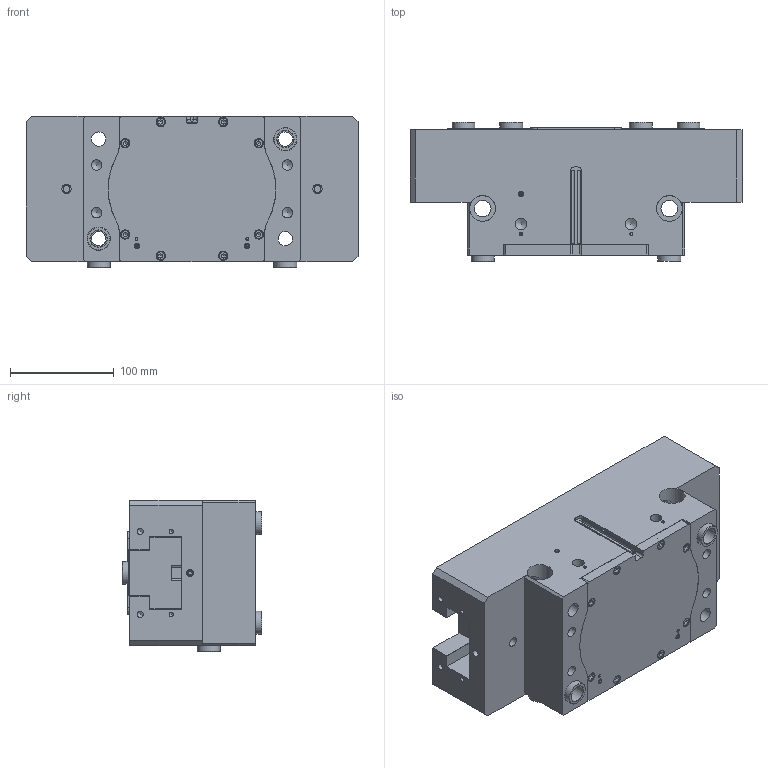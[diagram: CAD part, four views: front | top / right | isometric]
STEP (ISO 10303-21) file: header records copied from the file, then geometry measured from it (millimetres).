
FILE_DESCRIPTION(/* description */ ('ASSIEME CORSA 35 mm PER GRIFFA'),/* implementation_level */ '2;1');
FILE_NAME(/* name */ 'PGP-300-C1.stp',/* time_stamp */ '2021-02-18T09:44:43+01:00',/* author */ ('e.orio2'),/* organization */ (''),/* preprocessor_version */ 'ST-DEVELOPER v17',/* originating_system */ 'Autodesk Inventor 2019',/* authorisation */ '');
FILE_SCHEMA (('AUTOMOTIVE_DESIGN { 1 0 10303 214 3 1 1 }'));
Length unit declared in the file: millimetre
Products named in the file (12): PGP-300-C1-cliente; PGP-300-CORPO; PGP-300-COPERCHIO; PZP-300  GRIFFA C1 cliente; PGP-300-FONDELLO; PGP-300-GUARNIZIONE PIATTA; DIN 913 - M5 x 8; ISO 7046-1  - M4 x 8 - 4.8 - H; ISO 4762  - M5 x 16; DIN 913 - M6 x 10; BOCCOLA 22H7L13.9; BOCCOLA SENSORE M8
Assembly tree (36 placements, depth 2):
  PGP-300-C1-cliente
    PGP-300-CORPO
    PGP-300-COPERCHIO
    PZP-300  GRIFFA C1 cliente  x2
    PGP-300-FONDELLO
    PGP-300-GUARNIZIONE PIATTA
    DIN 913 - M5 x 8  x6
    ISO 7046-1  - M4 x 8 - 4.8 - H  x4
    ISO 4762  - M5 x 16  x8
    DIN 913 - M6 x 10  x2
    BOCCOLA 22H7L13.9  x8
    BOCCOLA SENSORE M8  x2
Bounding box: 320 x 134 x 146 mm (x, y, z)
Volume: 4121486.8 mm3; surface area: 459052.8 mm2
Topology: 36 solids, 36 shells, 917 faces, 2511 edges, 1710 vertices
Faces by surface type: plane 426, cylinder 223, cone 172, bspline 60, torus 36
Full cylindrical faces by diameter (mm): 3.242 x8, 3.571 x4, 4 x4, 4.134 x20, 4.2 x9, 4.917 x2, 5 x22, 5.3 x8, 6 x6, 6.647 x4, 7 x2, 8.4 x4, 8.5 x10, 9 x12, 10.106 x4, 11.445 x2, 13.835 x8, 16.2 x12, 20 x6, 22 x16, 25 x2
Entity records: 19553 total; most frequent: CARTESIAN_POINT 4959, ORIENTED_EDGE 2946, DIRECTION 2829, EDGE_CURVE 1473, AXIS2_PLACEMENT_3D 1045, VERTEX_POINT 1042, LINE 739, VECTOR 739
